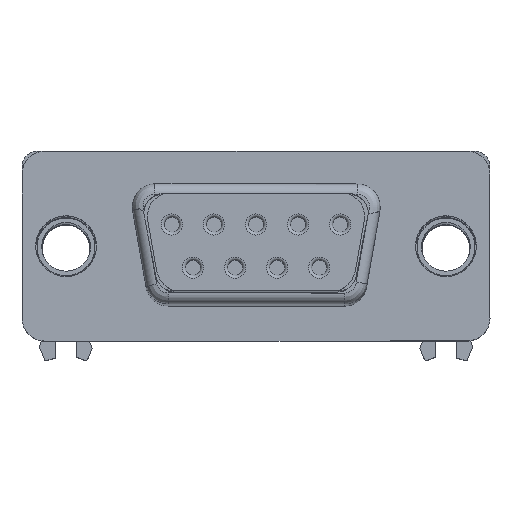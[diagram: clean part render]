
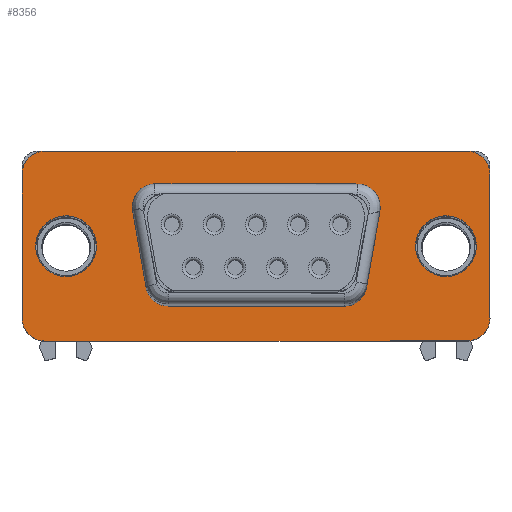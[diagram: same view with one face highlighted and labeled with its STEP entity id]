
A CAD part, front view. The second image highlights one B-rep face of the part: STEP entity #8356.
In plain terms, the highlighted planar face has unit normal (0, -1, 0.029).
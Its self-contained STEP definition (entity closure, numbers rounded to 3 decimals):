
#44=FACE_BOUND('',#1004,.T.);
#45=FACE_BOUND('',#1005,.T.);
#46=FACE_BOUND('',#1006,.T.);
#146=PLANE('',#8869);
#548=FACE_OUTER_BOUND('',#1003,.T.);
#1003=EDGE_LOOP('',(#6053,#6054,#6055,#6056,#6057,#6058,#6059,#6060));
#1004=EDGE_LOOP('',(#6061,#6062,#6063,#6064,#6065,#6066,#6067,#6068));
#1005=EDGE_LOOP('',(#6069));
#1006=EDGE_LOOP('',(#6070));
#1370=CIRCLE('',#8825,1.48);
#1371=CIRCLE('',#8828,1.48);
#1372=CIRCLE('',#8831,1.48);
#1373=CIRCLE('',#8834,1.48);
#1391=CIRCLE('',#8870,1.5);
#1392=CIRCLE('',#8871,1.5);
#1393=CIRCLE('',#8872,1.5);
#1394=CIRCLE('',#8873,1.5);
#1395=CIRCLE('',#8874,2.);
#1396=CIRCLE('',#8875,2.);
#1744=LINE('',#14030,#2714);
#1748=LINE('',#14105,#2718);
#1752=LINE('',#14177,#2722);
#1756=LINE('',#14251,#2726);
#1782=LINE('',#15541,#2752);
#1783=LINE('',#15545,#2753);
#1784=LINE('',#15549,#2754);
#1785=LINE('',#15552,#2755);
#2714=VECTOR('',#9741,10.);
#2718=VECTOR('',#9751,10.);
#2722=VECTOR('',#9761,10.);
#2726=VECTOR('',#9771,10.);
#2752=VECTOR('',#9867,9.5);
#2753=VECTOR('',#9870,27.797);
#2754=VECTOR('',#9873,9.497);
#2755=VECTOR('',#9876,27.803);
#3674=VERTEX_POINT('',#13957);
#3675=VERTEX_POINT('',#13958);
#3678=VERTEX_POINT('',#14029);
#3680=VERTEX_POINT('',#14035);
#3682=VERTEX_POINT('',#14104);
#3684=VERTEX_POINT('',#14110);
#3686=VERTEX_POINT('',#14176);
#3688=VERTEX_POINT('',#14182);
#3725=VERTEX_POINT('',#15537);
#3726=VERTEX_POINT('',#15538);
#3727=VERTEX_POINT('',#15540);
#3728=VERTEX_POINT('',#15542);
#3729=VERTEX_POINT('',#15544);
#3730=VERTEX_POINT('',#15546);
#3731=VERTEX_POINT('',#15548);
#3732=VERTEX_POINT('',#15550);
#3733=VERTEX_POINT('',#15553);
#3734=VERTEX_POINT('',#15555);
#4512=EDGE_CURVE('',#3674,#3675,#1370,.T.);
#4516=EDGE_CURVE('',#3678,#3674,#1744,.T.);
#4519=EDGE_CURVE('',#3680,#3678,#1371,.T.);
#4522=EDGE_CURVE('',#3682,#3680,#1748,.T.);
#4525=EDGE_CURVE('',#3684,#3682,#1372,.T.);
#4528=EDGE_CURVE('',#3686,#3684,#1752,.T.);
#4531=EDGE_CURVE('',#3688,#3686,#1373,.T.);
#4534=EDGE_CURVE('',#3675,#3688,#1756,.T.);
#4590=EDGE_CURVE('',#3725,#3726,#1391,.T.);
#4591=EDGE_CURVE('',#3726,#3727,#1782,.T.);
#4592=EDGE_CURVE('',#3727,#3728,#1392,.T.);
#4593=EDGE_CURVE('',#3728,#3729,#1783,.T.);
#4594=EDGE_CURVE('',#3729,#3730,#1393,.T.);
#4595=EDGE_CURVE('',#3730,#3731,#1784,.T.);
#4596=EDGE_CURVE('',#3731,#3732,#1394,.T.);
#4597=EDGE_CURVE('',#3732,#3725,#1785,.T.);
#4598=EDGE_CURVE('',#3733,#3733,#1395,.T.);
#4599=EDGE_CURVE('',#3734,#3734,#1396,.T.);
#6053=ORIENTED_EDGE('',*,*,#4590,.T.);
#6054=ORIENTED_EDGE('',*,*,#4591,.T.);
#6055=ORIENTED_EDGE('',*,*,#4592,.T.);
#6056=ORIENTED_EDGE('',*,*,#4593,.T.);
#6057=ORIENTED_EDGE('',*,*,#4594,.T.);
#6058=ORIENTED_EDGE('',*,*,#4595,.T.);
#6059=ORIENTED_EDGE('',*,*,#4596,.T.);
#6060=ORIENTED_EDGE('',*,*,#4597,.T.);
#6061=ORIENTED_EDGE('',*,*,#4512,.T.);
#6062=ORIENTED_EDGE('',*,*,#4534,.T.);
#6063=ORIENTED_EDGE('',*,*,#4531,.T.);
#6064=ORIENTED_EDGE('',*,*,#4528,.T.);
#6065=ORIENTED_EDGE('',*,*,#4525,.T.);
#6066=ORIENTED_EDGE('',*,*,#4522,.T.);
#6067=ORIENTED_EDGE('',*,*,#4519,.T.);
#6068=ORIENTED_EDGE('',*,*,#4516,.T.);
#6069=ORIENTED_EDGE('',*,*,#4598,.F.);
#6070=ORIENTED_EDGE('',*,*,#4599,.F.);
#8356=ADVANCED_FACE('',(#548,#44,#45,#46),#146,.T.);
#8825=AXIS2_PLACEMENT_3D('',#13959,#9735,#9736);
#8828=AXIS2_PLACEMENT_3D('',#14036,#9746,#9747);
#8831=AXIS2_PLACEMENT_3D('',#14111,#9756,#9757);
#8834=AXIS2_PLACEMENT_3D('',#14183,#9766,#9767);
#8869=AXIS2_PLACEMENT_3D('',#15536,#9863,#9864);
#8870=AXIS2_PLACEMENT_3D('',#15539,#9865,#9866);
#8871=AXIS2_PLACEMENT_3D('',#15543,#9868,#9869);
#8872=AXIS2_PLACEMENT_3D('',#15547,#9871,#9872);
#8873=AXIS2_PLACEMENT_3D('',#15551,#9874,#9875);
#8874=AXIS2_PLACEMENT_3D('',#15554,#9877,#9878);
#8875=AXIS2_PLACEMENT_3D('',#15556,#9879,#9880);
#9735=DIRECTION('center_axis',(0.,1.,-0.029));
#9736=DIRECTION('ref_axis',(0.982,-0.005,-0.189));
#9741=DIRECTION('',(1.,0.,-0.001));
#9746=DIRECTION('center_axis',(0.,1.,-0.029));
#9747=DIRECTION('ref_axis',(0.001,0.029,1.));
#9751=DIRECTION('',(-0.173,0.028,0.985));
#9756=DIRECTION('center_axis',(0.,1.,-0.029));
#9757=DIRECTION('ref_axis',(-0.971,-0.007,-0.24));
#9761=DIRECTION('',(-1.,0.,0.001));
#9766=DIRECTION('center_axis',(0.,1.,-0.029));
#9767=DIRECTION('ref_axis',(-0.002,-0.029,-1.));
#9771=DIRECTION('',(-0.175,-0.028,-0.984));
#9863=DIRECTION('center_axis',(0.,-1.,
0.029));
#9864=DIRECTION('ref_axis',(1.,0.,0.));
#9865=DIRECTION('center_axis',(0.,-1.,
0.029));
#9866=DIRECTION('ref_axis',(0.,0.029,1.));
#9867=DIRECTION('',(0.,-0.029,-1.));
#9868=DIRECTION('center_axis',(0.,-1.,
0.029));
#9869=DIRECTION('ref_axis',(-1.,0.,0.));
#9870=DIRECTION('',(1.,0.,0.));
#9871=DIRECTION('center_axis',(0.,-1.,
0.029));
#9872=DIRECTION('ref_axis',(-0.002,-0.029,-1.));
#9873=DIRECTION('',(0.,0.029,1.));
#9874=DIRECTION('center_axis',(0.,-1.,
0.029));
#9875=DIRECTION('ref_axis',(1.,0.,-0.002));
#9876=DIRECTION('',(-1.,0.,0.));
#9877=DIRECTION('center_axis',(0.,-1.,
0.029));
#9878=DIRECTION('ref_axis',(1.,0.,0.));
#9879=DIRECTION('center_axis',(0.,-1.,
0.029));
#9880=DIRECTION('ref_axis',(1.,0.,0.));
#13957=CARTESIAN_POINT('',(3.189,6.876,4.267));
#13958=CARTESIAN_POINT('',(4.644,6.826,2.508));
#13959=CARTESIAN_POINT('Origin',(3.187,6.834,2.788));
#14029=CARTESIAN_POINT('',(-10.151,6.876,4.28));
#14030=CARTESIAN_POINT('',(-3.492,6.876,4.274));
#14035=CARTESIAN_POINT('',(-11.605,6.826,2.524));
#14036=CARTESIAN_POINT('Origin',(-10.152,6.834,2.8));
#14104=CARTESIAN_POINT('',(-10.723,6.683,-2.493));
#14105=CARTESIAN_POINT('',(-11.856,6.867,3.95));
#14110=CARTESIAN_POINT('',(-9.287,6.651,-3.617));
#14111=CARTESIAN_POINT('Origin',(-9.287,6.693,-2.138));
#14176=CARTESIAN_POINT('',(2.311,6.65,-3.628));
#14177=CARTESIAN_POINT('',(-3.499,6.65,-3.622));
#14182=CARTESIAN_POINT('',(3.785,6.688,-2.308));
#14183=CARTESIAN_POINT('Origin',(2.314,6.693,-2.148));
#14251=CARTESIAN_POINT('',(4.905,6.868,3.977));
#15536=CARTESIAN_POINT('Origin',(-3.499,7.025,9.473));
#15537=CARTESIAN_POINT('',(-17.4,6.942,6.573));
#15538=CARTESIAN_POINT('',(-18.9,6.899,5.074));
#15539=CARTESIAN_POINT('Origin',(-17.4,6.899,5.074));
#15540=CARTESIAN_POINT('',(-18.9,6.628,-4.422));
#15541=CARTESIAN_POINT('',(-18.9,6.899,5.074));
#15542=CARTESIAN_POINT('',(-17.4,6.585,-5.922));
#15543=CARTESIAN_POINT('Origin',(-17.4,6.628,-4.422));
#15544=CARTESIAN_POINT('',(10.397,6.585,-5.919));
#15545=CARTESIAN_POINT('',(-17.4,6.585,-5.922));
#15546=CARTESIAN_POINT('',(11.9,6.628,-4.422));
#15547=CARTESIAN_POINT('Origin',(10.4,6.628,-4.419));
#15548=CARTESIAN_POINT('',(11.9,6.899,5.071));
#15549=CARTESIAN_POINT('',(11.9,6.628,-4.422));
#15550=CARTESIAN_POINT('',(10.403,6.942,6.573));
#15551=CARTESIAN_POINT('Origin',(10.4,6.899,5.074));
#15552=CARTESIAN_POINT('',(10.403,6.942,6.573));
#15553=CARTESIAN_POINT('',(7.,6.763,0.325));
#15554=CARTESIAN_POINT('Origin',(9.,6.763,0.325));
#15555=CARTESIAN_POINT('',(-18.,6.763,0.326));
#15556=CARTESIAN_POINT('Origin',(-16.,6.763,0.326));
